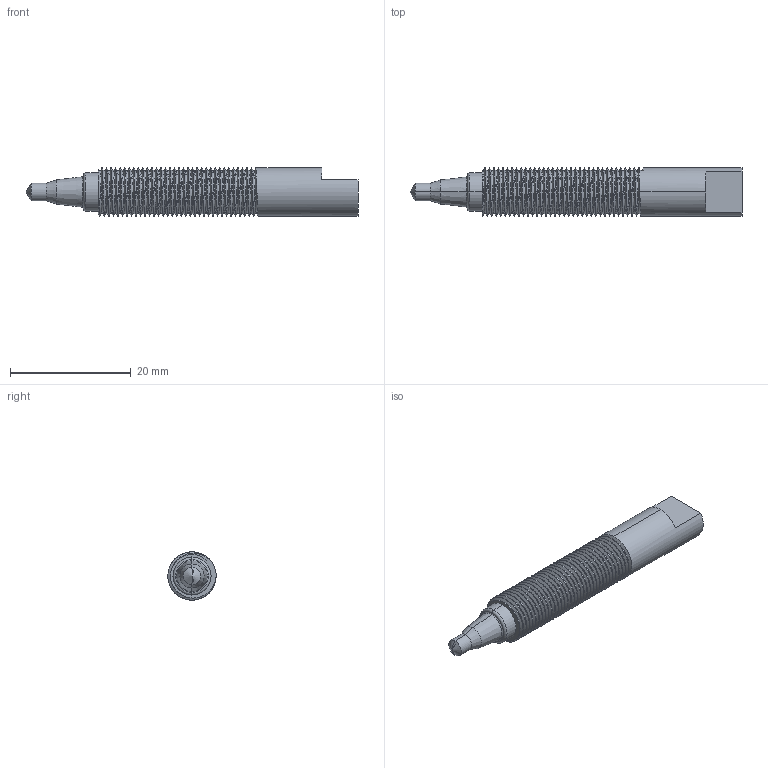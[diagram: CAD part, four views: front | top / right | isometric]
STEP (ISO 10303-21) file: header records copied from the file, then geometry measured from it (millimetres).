
FILE_DESCRIPTION (( 'STEP AP214' ), '1' );
FILE_NAME ('Part1.STEP', '2021-05-12T07:53:05', ( '' ), ( '' ), 'SwSTEP 2.0', 'SolidWorks 2020', '' );
FILE_SCHEMA (( 'AUTOMOTIVE_DESIGN' ));
Length unit declared in the file: millimetre
Products named in the file (1): Part1
Bounding box: 55 x 8 x 8 mm (x, y, z)
Volume: 2121.8 mm3; surface area: 1679.5 mm2
Topology: 1 solids, 1 shells, 94 faces, 263 edges, 171 vertices
Faces by surface type: cylinder 75, cone 6, plane 6, torus 4, bspline 3
Entity records: 8444 total; most frequent: CARTESIAN_POINT 6438, ORIENTED_EDGE 522, DIRECTION 320, EDGE_CURVE 261, VERTEX_POINT 171, AXIS2_PLACEMENT_3D 117, EDGE_LOOP 96, FACE_OUTER_BOUND 94
